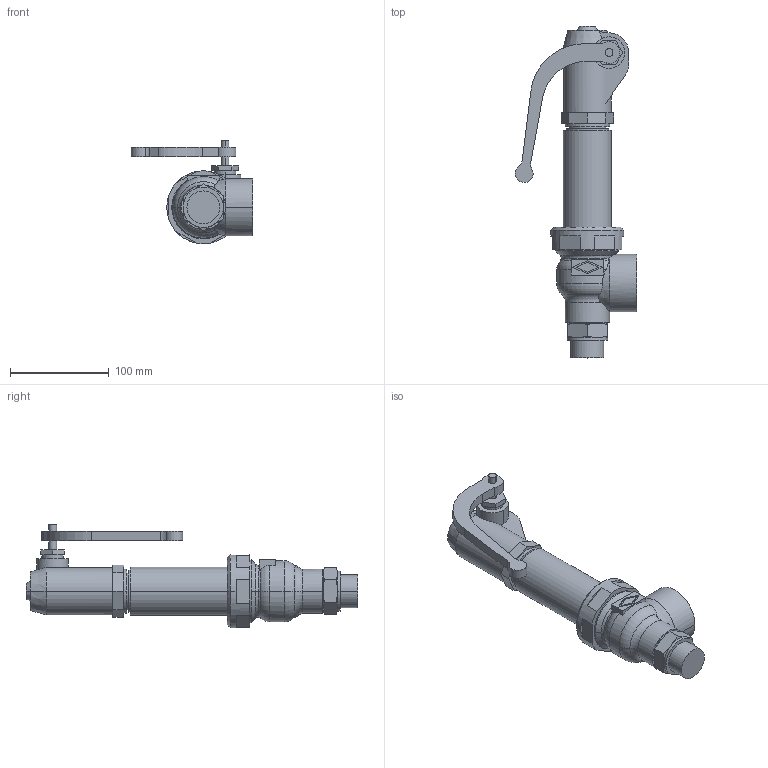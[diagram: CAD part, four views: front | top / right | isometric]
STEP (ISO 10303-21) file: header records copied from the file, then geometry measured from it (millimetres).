
FILE_DESCRIPTION(('OneSpaceDesigner STEP Export'),'2;1');
FILE_NAME('c000001753.stp','2005-04-22T13:36:09',(''),(''),'OneSpace Designer STEP processor (Jan. 2003) for AP203(Solid Model)','OneSpace Designer 12.01D 09-Jul-2004 (C) CoCreate Software GmbH','');
FILE_SCHEMA(('CONFIG_CONTROL_DESIGN'));
Length unit declared in the file: millimetre
Products named in the file (1): 1
Bounding box: 123.04 x 336.7 x 105 mm (x, y, z)
Volume: 820528.6 mm3; surface area: 83477.7 mm2
Topology: 1 solids, 1 shells, 158 faces, 382 edges, 244 vertices
Faces by surface type: plane 77, cylinder 48, cone 22, torus 11
Entity records: 5338 total; most frequent: CARTESIAN_POINT 1803, ORIENTED_EDGE 764, DIRECTION 656, EDGE_CURVE 382, VERTEX_POINT 244, AXIS2_PLACEMENT_3D 236, VECTOR 184, LINE 184
